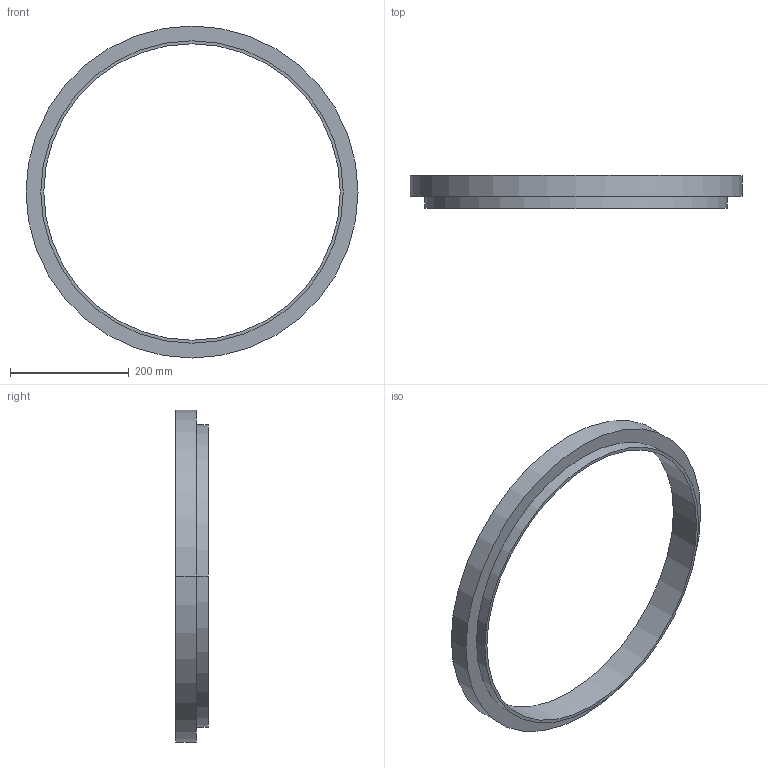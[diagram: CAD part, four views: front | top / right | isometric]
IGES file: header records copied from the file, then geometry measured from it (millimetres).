
Start section:  PTC IGES file: reactor_frame_flange.igs
Global section: file name: reactor_frame_flange.igs; native system: Creo Parametric by PTC Inc.; preprocessor: 2015480; author: AlexU; organization: Unknown; date: 20170410.135939; units: millimetre
Bounding box: 560 x 55 x 560 mm (x, y, z)
Volume: 1792857.9 mm3; surface area: 302000.3 mm2
Topology: 1 solids, 1 shells, 19 faces, 38 edges, 24 vertices
Faces by surface type: revolution 14, bspline 5
